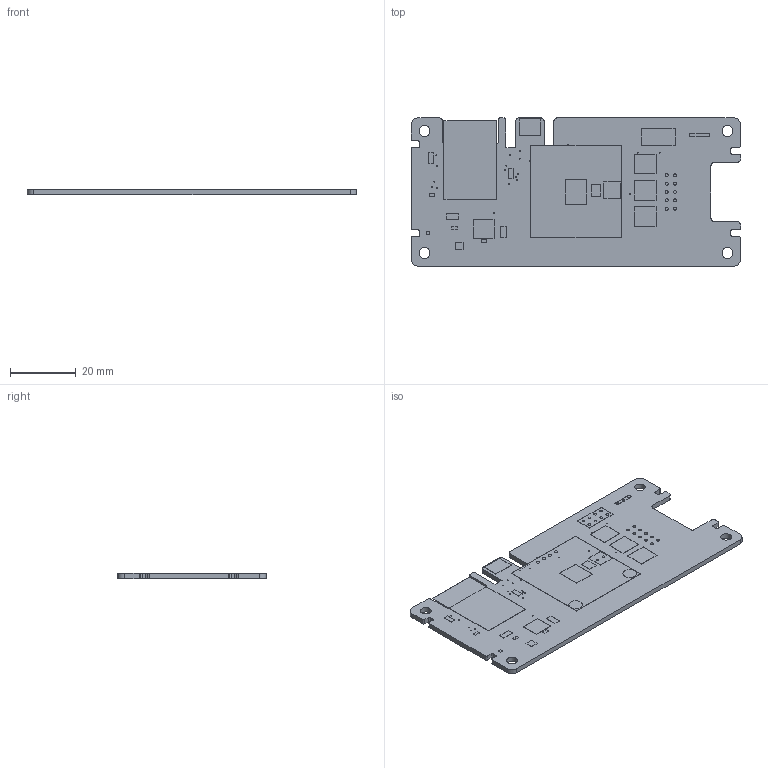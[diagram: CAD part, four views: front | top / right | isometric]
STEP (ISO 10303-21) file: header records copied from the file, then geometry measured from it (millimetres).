
FILE_DESCRIPTION(/* description */ (''),/* implementation_level */ '2;1');
FILE_NAME(/* name */ 'f47defe5-87fb-4019-8cf6-61ce46121120.stp',/* time_stamp */ '2020-09-12T06:57:42+00:00',/* author */ (''),/* organization */ (''),/* preprocessor_version */ 'ST-DEVELOPER v18.1',/* originating_system */ 'Autodesk Translation Framework v9.3.0.1241',/* authorisation */ '');
FILE_SCHEMA (('AUTOMOTIVE_DESIGN { 1 0 10303 214 3 1 1 }'));
Length unit declared in the file: millimetre
Products named in the file (21): f47defe5-87fb-4019-8cf6-61ce46121120; PCB Component; Board; XH414; PCF8563; 0.1u; 32.768kHz; SSD1306_OLED_I2CSMD3; BL1117-33; 1X03_LOCK; 100uF; M04X2; FIDUCIAL; GOLDFINGER_2X3; SPST_TACTEVQQ2; 10Kx4; 10K; E2,5-5; M05X2RAF; ESP8266; LL4148
Assembly tree (24 placements, depth 3):
  f47defe5-87fb-4019-8cf6-61ce46121120
    PCB Component
      Board
      XH414
      PCF8563
      0.1u  x2
      32.768kHz
      SSD1306_OLED_I2CSMD3
      BL1117-33
      1X03_LOCK
      100uF
      M04X2
      FIDUCIAL
      GOLDFINGER_2X3
      SPST_TACTEVQQ2  x3
      10Kx4  x2
      10K
      E2,5-5
      M05X2RAF
      ESP8266
      LL4148
Bounding box: 100 x 45 x 1.77 mm (x, y, z)
Volume: 6504.3 mm3; surface area: 12206.8 mm2
Topology: 23 solids, 23 shells, 260 faces, 642 edges, 428 vertices
Faces by surface type: plane 171, cylinder 89
Full cylindrical faces by diameter (mm): 0.305 x24, 0.813 x2, 0.85 x11, 0.9 x10, 1.1 x4, 3.3 x4, 4.2 x2
Entity records: 8114 total; most frequent: DIRECTION 1334, CARTESIAN_POINT 1271, ORIENTED_EDGE 1188, EDGE_CURVE 594, AXIS2_PLACEMENT_3D 459, LINE 416, VECTOR 416, VERTEX_POINT 396
